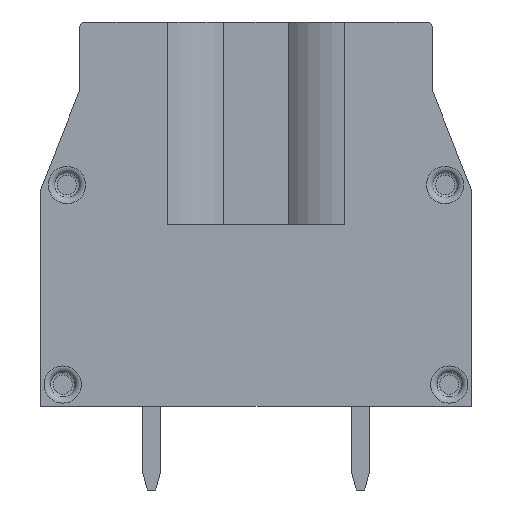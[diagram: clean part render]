
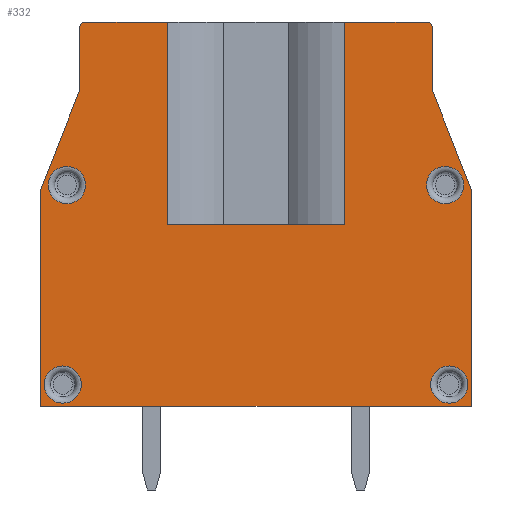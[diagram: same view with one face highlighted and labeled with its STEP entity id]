
A CAD part, left-side view. The second image highlights one B-rep face of the part: STEP entity #332.
In plain terms, the highlighted planar face has unit normal (-1, 0, 0).
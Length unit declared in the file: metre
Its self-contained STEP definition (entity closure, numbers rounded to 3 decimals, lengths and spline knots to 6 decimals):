
#332=ADVANCED_FACE('',(#754,#755,#756,#757,#758),#759,.F.);
#754=FACE_BOUND('',#1259,.T.);
#755=FACE_BOUND('',#1260,.T.);
#756=FACE_BOUND('',#1261,.T.);
#757=FACE_BOUND('',#1262,.T.);
#758=FACE_OUTER_BOUND('',#1263,.T.);
#759=PLANE('',#1264);
#1259=EDGE_LOOP('',(#2146));
#1260=EDGE_LOOP('',(#2147));
#1261=EDGE_LOOP('',(#2148));
#1262=EDGE_LOOP('',(#2149));
#1263=EDGE_LOOP('',(#2150,#2151,#2152,#2153,#2154,#2155,#2156,#2157,#2158,#2159,#2160,#2161,#2162,#2163));
#1264=AXIS2_PLACEMENT_3D('',#2164,#2165,#2166);
#2146=ORIENTED_EDGE('',*,*,#2992,.F.);
#2147=ORIENTED_EDGE('',*,*,#3091,.F.);
#2148=ORIENTED_EDGE('',*,*,#2850,.F.);
#2149=ORIENTED_EDGE('',*,*,#2776,.F.);
#2150=ORIENTED_EDGE('',*,*,#3094,.T.);
#2151=ORIENTED_EDGE('',*,*,#2781,.F.);
#2152=ORIENTED_EDGE('',*,*,#3095,.F.);
#2153=ORIENTED_EDGE('',*,*,#3096,.F.);
#2154=ORIENTED_EDGE('',*,*,#3015,.F.);
#2155=ORIENTED_EDGE('',*,*,#3097,.F.);
#2156=ORIENTED_EDGE('',*,*,#2767,.F.);
#2157=ORIENTED_EDGE('',*,*,#2806,.F.);
#2158=ORIENTED_EDGE('',*,*,#3098,.F.);
#2159=ORIENTED_EDGE('',*,*,#2901,.F.);
#2160=ORIENTED_EDGE('',*,*,#3099,.F.);
#2161=ORIENTED_EDGE('',*,*,#2756,.F.);
#2162=ORIENTED_EDGE('',*,*,#2909,.F.);
#2163=ORIENTED_EDGE('',*,*,#3100,.F.);
#2164=CARTESIAN_POINT('',(0.0275,0.0163,-0.0003));
#2165=DIRECTION('',(1.0,0.,0.));
#2166=DIRECTION('',(0.,1.0,0.));
#2756=EDGE_CURVE('',#3235,#3238,#3239,.T.);
#2767=EDGE_CURVE('',#3254,#3257,#3258,.T.);
#2776=EDGE_CURVE('',#3272,#3272,#3273,.T.);
#2781=EDGE_CURVE('',#3280,#3282,#3283,.T.);
#2806=EDGE_CURVE('',#3325,#3254,#3326,.T.);
#2850=EDGE_CURVE('',#3401,#3401,#3402,.T.);
#2901=EDGE_CURVE('',#3485,#3486,#3487,.T.);
#2909=EDGE_CURVE('',#3497,#3235,#3500,.T.);
#2992=EDGE_CURVE('',#3629,#3629,#3630,.T.);
#3015=EDGE_CURVE('',#3667,#3669,#3670,.T.);
#3091=EDGE_CURVE('',#3778,#3778,#3779,.T.);
#3094=EDGE_CURVE('',#3782,#3282,#3783,.T.);
#3095=EDGE_CURVE('',#3784,#3280,#3785,.T.);
#3096=EDGE_CURVE('',#3669,#3784,#3786,.T.);
#3097=EDGE_CURVE('',#3257,#3667,#3787,.T.);
#3098=EDGE_CURVE('',#3486,#3325,#3788,.T.);
#3099=EDGE_CURVE('',#3238,#3485,#3789,.T.);
#3100=EDGE_CURVE('',#3782,#3497,#3790,.T.);
#3235=VERTEX_POINT('',#3945);
#3238=VERTEX_POINT('',#3949);
#3239=LINE('',#3950,#3951);
#3254=VERTEX_POINT('',#3968);
#3257=VERTEX_POINT('',#3972);
#3258=LINE('',#3973,#3974);
#3272=VERTEX_POINT('',#3994);
#3273=CIRCLE('',#3995,0.00089);
#3280=VERTEX_POINT('',#4003);
#3282=VERTEX_POINT('',#4005);
#3283=LINE('',#4006,#4007);
#3325=VERTEX_POINT('',#4061);
#3326=LINE('',#4062,#4063);
#3401=VERTEX_POINT('',#4169);
#3402=CIRCLE('',#4170,0.00089);
#3485=VERTEX_POINT('',#4284);
#3486=VERTEX_POINT('',#4285);
#3487=LINE('',#4286,#4287);
#3497=VERTEX_POINT('',#4302);
#3500=CIRCLE('',#4306,0.0003);
#3629=VERTEX_POINT('',#4484);
#3630=CIRCLE('',#4485,0.00089);
#3667=VERTEX_POINT('',#4531);
#3669=VERTEX_POINT('',#4534);
#3670=CIRCLE('',#4535,0.0003);
#3778=VERTEX_POINT('',#4690);
#3779=CIRCLE('',#4691,0.00089);
#3782=VERTEX_POINT('',#4694);
#3783=LINE('',#4695,#4696);
#3784=VERTEX_POINT('',#4697);
#3785=LINE('',#4698,#4699);
#3786=LINE('',#4700,#4701);
#3787=LINE('',#4702,#4703);
#3788=LINE('',#4704,#4705);
#3789=LINE('',#4706,#4707);
#3790=LINE('',#4708,#4709);
#3945=CARTESIAN_POINT('',(0.0275,-0.0003,-0.0003));
#3949=CARTESIAN_POINT('',(0.0275,-0.0003,-0.0033));
#3950=CARTESIAN_POINT('',(0.0275,-0.0003,-0.0033));
#3951=VECTOR('',#4915,1.0);
#3968=CARTESIAN_POINT('',(0.0275,0.01845,-0.008));
#3972=CARTESIAN_POINT('',(0.0275,0.0166,-0.0033));
#3973=CARTESIAN_POINT('',(0.0275,0.0166,-0.0033));
#3974=VECTOR('',#4931,1.0);
#3994=CARTESIAN_POINT('',(0.0275,-0.00179,-0.007805));
#3995=AXIS2_PLACEMENT_3D('',#4938,#4939,#4940);
#4003=CARTESIAN_POINT('',(0.0275,0.012388,-0.0097));
#4005=CARTESIAN_POINT('',(0.0275,0.003912,-0.0097));
#4006=CARTESIAN_POINT('',(0.0275,0.003912,-0.0097));
#4007=VECTOR('',#4948,1.0);
#4061=CARTESIAN_POINT('',(0.0275,0.01845,-0.0184));
#4062=CARTESIAN_POINT('',(0.0275,0.01845,-0.008));
#4063=VECTOR('',#4979,1.0);
#4169=CARTESIAN_POINT('',(0.0275,-0.00199,-0.017355));
#4170=AXIS2_PLACEMENT_3D('',#5023,#5024,#5025);
#4284=CARTESIAN_POINT('',(0.0275,-0.00215,-0.008));
#4285=CARTESIAN_POINT('',(0.0275,-0.00215,-0.0184));
#4286=CARTESIAN_POINT('',(0.0275,-0.00215,-0.0184));
#4287=VECTOR('',#5078,1.0);
#4302=CARTESIAN_POINT('',(0.0275,0.,0.));
#4306=AXIS2_PLACEMENT_3D('',#5085,#5086,#5087);
#4484=CARTESIAN_POINT('',(0.0275,0.01631,-0.007805));
#4485=AXIS2_PLACEMENT_3D('',#5182,#5183,#5184);
#4531=CARTESIAN_POINT('',(0.0275,0.0166,-0.0003));
#4534=CARTESIAN_POINT('',(0.0275,0.0163,0.));
#4535=AXIS2_PLACEMENT_3D('',#5216,#5217,#5218);
#4690=CARTESIAN_POINT('',(0.0275,0.01651,-0.017355));
#4691=AXIS2_PLACEMENT_3D('',#5287,#5288,#5289);
#4694=CARTESIAN_POINT('',(0.0275,0.003912,0.));
#4695=CARTESIAN_POINT('',(0.0275,0.003912,0.));
#4696=VECTOR('',#5290,1.0);
#4697=CARTESIAN_POINT('',(0.0275,0.012388,0.));
#4698=CARTESIAN_POINT('',(0.0275,0.012388,0.));
#4699=VECTOR('',#5291,1.0);
#4700=CARTESIAN_POINT('',(0.0275,0.,0.));
#4701=VECTOR('',#5292,1.0);
#4702=CARTESIAN_POINT('',(0.0275,0.0166,-0.0003));
#4703=VECTOR('',#5293,1.0);
#4704=CARTESIAN_POINT('',(0.0275,0.01845,-0.0184));
#4705=VECTOR('',#5294,1.0);
#4706=CARTESIAN_POINT('',(0.0275,-0.00215,-0.008));
#4707=VECTOR('',#5295,1.0);
#4708=CARTESIAN_POINT('',(0.0275,0.,0.));
#4709=VECTOR('',#5296,1.0);
#4915=DIRECTION('',(0.,0.,-1.0));
#4931=DIRECTION('',(0.,-0.366,0.931));
#4938=CARTESIAN_POINT('',(0.0275,-0.0009,-0.007805));
#4939=DIRECTION('',(-1.0,0.,0.));
#4940=DIRECTION('',(0.,-1.0,0.));
#4948=DIRECTION('',(0.0,-1.0,0.0));
#4979=DIRECTION('',(0.,0.,1.0));
#5023=CARTESIAN_POINT('',(0.0275,-0.0011,-0.017355));
#5024=DIRECTION('',(-1.0,0.,0.));
#5025=DIRECTION('',(0.,-1.0,0.));
#5078=DIRECTION('',(0.,0.,-1.0));
#5085=CARTESIAN_POINT('',(0.0275,0.,-0.0003));
#5086=DIRECTION('',(1.0,0.,0.));
#5087=DIRECTION('',(0.,0.707,-0.707));
#5182=CARTESIAN_POINT('',(0.0275,0.0172,-0.007805));
#5183=DIRECTION('',(-1.0,0.,0.));
#5184=DIRECTION('',(0.,-1.0,0.));
#5216=CARTESIAN_POINT('',(0.0275,0.0163,-0.0003));
#5217=DIRECTION('',(1.0,0.,0.));
#5218=DIRECTION('',(0.,-0.707,-0.707));
#5287=CARTESIAN_POINT('',(0.0275,0.0174,-0.017355));
#5288=DIRECTION('',(-1.0,0.,0.));
#5289=DIRECTION('',(0.,-1.0,0.));
#5290=DIRECTION('',(0.0,0.0,-1.0));
#5291=DIRECTION('',(0.0,0.0,-1.0));
#5292=DIRECTION('',(0.,-1.0,0.));
#5293=DIRECTION('',(0.,0.,1.0));
#5294=DIRECTION('',(0.,1.0,0.));
#5295=DIRECTION('',(0.,-0.366,-0.931));
#5296=DIRECTION('',(0.,-1.0,0.));
